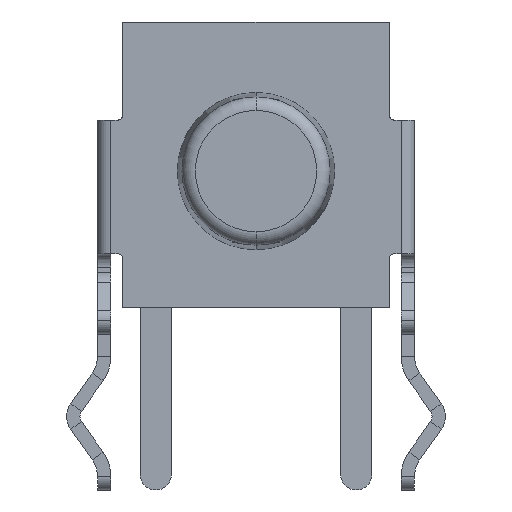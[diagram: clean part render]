
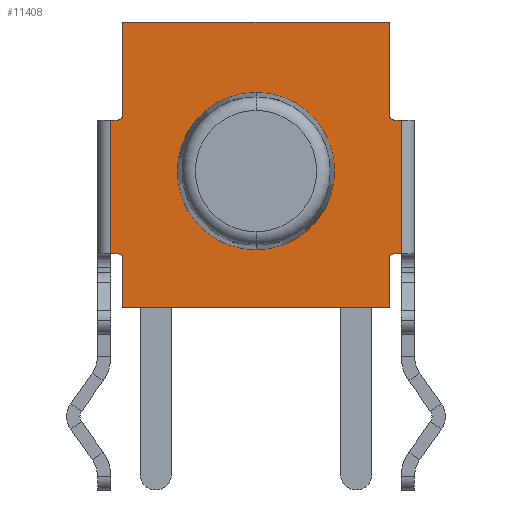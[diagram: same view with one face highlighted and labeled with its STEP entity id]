
A CAD part, front view. The second image highlights one B-rep face of the part: STEP entity #11408.
In plain terms, the highlighted planar face has unit normal (0, -1, 0).
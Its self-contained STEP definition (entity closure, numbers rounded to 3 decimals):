
#137 = DIRECTION ( 'NONE',  ( 0., 0., 1. ) ) ;
#308 = ORIENTED_EDGE ( 'NONE', *, *, #309, .T. ) ;
#309 = EDGE_CURVE ( 'NONE', #7188, #2845, #12925, .T. ) ;
#340 = DIRECTION ( 'NONE',  ( 0., 0., 1. ) ) ;
#505 = DIRECTION ( 'NONE',  ( 0., 0., 1. ) ) ;
#544 = EDGE_CURVE ( 'NONE', #16570, #5557, #11281, .T. ) ;
#588 = DIRECTION ( 'NONE',  ( 0., 0., -1. ) ) ;
#651 = VERTEX_POINT ( 'NONE', #13499 ) ;
#1479 = EDGE_CURVE ( 'NONE', #11168, #6769, #14697, .T. ) ;
#1547 = DIRECTION ( 'NONE',  ( 0., 1., 0. ) ) ;
#1719 = DIRECTION ( 'NONE',  ( 1., 0., 0. ) ) ;
#1802 = FACE_OUTER_BOUND ( 'NONE', #20842, .T. ) ;
#1912 = PLANE ( 'NONE',  #12799 ) ;
#2088 = CARTESIAN_POINT ( 'NONE',  ( 3.095, -1.1, 4.9 ) ) ;
#2167 = CARTESIAN_POINT ( 'NONE',  ( 3.555, -1.1, 1.8 ) ) ;
#2467 = EDGE_CURVE ( 'NONE', #12788, #16570, #13722, .T. ) ;
#2719 = AXIS2_PLACEMENT_3D ( 'NONE', #2088, #18213, #18536 ) ;
#2845 = VERTEX_POINT ( 'NONE', #15988 ) ;
#2848 = CARTESIAN_POINT ( 'NONE',  ( -2.995, -1.1, 7. ) ) ;
#2891 = VECTOR ( 'NONE', #19168, 1000. ) ;
#2925 = VECTOR ( 'NONE', #19048, 1000. ) ;
#2987 = CARTESIAN_POINT ( 'NONE',  ( 3.255, -1.1, 0. ) ) ;
#3005 = CARTESIAN_POINT ( 'NONE',  ( -3.255, -1.1, 0. ) ) ;
#3057 = VECTOR ( 'NONE', #588, 1000. ) ;
#3461 = EDGE_CURVE ( 'NONE', #6955, #11168, #21003, .T. ) ;
#3616 = CARTESIAN_POINT ( 'NONE',  ( -2.995, -1.1, 0.6 ) ) ;
#3623 = CARTESIAN_POINT ( 'NONE',  ( 3.255, -1.1, 1.8 ) ) ;
#3892 = AXIS2_PLACEMENT_3D ( 'NONE', #19904, #8455, #340 ) ;
#4470 = VECTOR ( 'NONE', #6317, 1000. ) ;
#4559 = DIRECTION ( 'NONE',  ( 0., 0., -1. ) ) ;
#4575 = CIRCLE ( 'NONE', #3892, 0.1 ) ;
#4586 = EDGE_CURVE ( 'NONE', #2845, #12788, #4575, .T. ) ;
#4674 = DIRECTION ( 'NONE',  ( 0., 0., 1. ) ) ;
#4766 = EDGE_CURVE ( 'NONE', #5557, #12876, #5998, .T. ) ;
#4797 = CARTESIAN_POINT ( 'NONE',  ( -3.555, -1.1, 1.8 ) ) ;
#4808 = CARTESIAN_POINT ( 'NONE',  ( 2.995, -1.1, 4.8 ) ) ;
#4877 = CARTESIAN_POINT ( 'NONE',  ( -2.995, -1.1, 1.7 ) ) ;
#4952 = CARTESIAN_POINT ( 'NONE',  ( -2.995, -1.1, 0.6 ) ) ;
#5251 = DIRECTION ( 'NONE',  ( 1., 0., 0. ) ) ;
#5359 = VERTEX_POINT ( 'NONE', #6753 ) ;
#5407 = DIRECTION ( 'NONE',  ( 0., 1., 0. ) ) ;
#5557 = VERTEX_POINT ( 'NONE', #17619 ) ;
#5601 = CARTESIAN_POINT ( 'NONE',  ( -2.995, -1.1, 1.8 ) ) ;
#5734 = CARTESIAN_POINT ( 'NONE',  ( -2.995, -1.1, 4.9 ) ) ;
#5862 = ORIENTED_EDGE ( 'NONE', *, *, #14113, .T. ) ;
#5998 = LINE ( 'NONE', #9306, #2891 ) ;
#6148 = ORIENTED_EDGE ( 'NONE', *, *, #9835, .T. ) ;
#6294 = VECTOR ( 'NONE', #18200, 1000. ) ;
#6317 = DIRECTION ( 'NONE',  ( 0., 0., -1. ) ) ;
#6435 = ORIENTED_EDGE ( 'NONE', *, *, #544, .T. ) ;
#6445 = CARTESIAN_POINT ( 'NONE',  ( 3.095, -1.1, 1.7 ) ) ;
#6588 = CARTESIAN_POINT ( 'NONE',  ( 2.995, -1.1, 4.9 ) ) ;
#6620 = VECTOR ( 'NONE', #1719, 1000. ) ;
#6753 = CARTESIAN_POINT ( 'NONE',  ( 3.095, -1.1, 1.8 ) ) ;
#6769 = VERTEX_POINT ( 'NONE', #5734 ) ;
#6944 = DIRECTION ( 'NONE',  ( 0., 0., 1. ) ) ;
#6955 = VERTEX_POINT ( 'NONE', #16378 ) ;
#7188 = VERTEX_POINT ( 'NONE', #17736 ) ;
#7465 = EDGE_CURVE ( 'NONE', #17693, #7188, #17938, .T. ) ;
#7512 = AXIS2_PLACEMENT_3D ( 'NONE', #6445, #1547, #137 ) ;
#8365 = LINE ( 'NONE', #2167, #18553 ) ;
#8455 = DIRECTION ( 'NONE',  ( 0., 1., 0. ) ) ;
#9055 = EDGE_CURVE ( 'NONE', #651, #16090, #14842, .T. ) ;
#9232 = DIRECTION ( 'NONE',  ( 0., 0., 1. ) ) ;
#9306 = CARTESIAN_POINT ( 'NONE',  ( 2.995, -1.1, 1.8 ) ) ;
#9548 = CARTESIAN_POINT ( 'NONE',  ( 2.995, -1.1, 7. ) ) ;
#9779 = DIRECTION ( 'NONE',  ( -1., 0., 0. ) ) ;
#9835 = EDGE_CURVE ( 'NONE', #16090, #16681, #10538, .T. ) ;
#10016 = ORIENTED_EDGE ( 'NONE', *, *, #20686, .T. ) ;
#10144 = VERTEX_POINT ( 'NONE', #12647 ) ;
#10216 = EDGE_CURVE ( 'NONE', #12876, #5359, #17025, .T. ) ;
#10538 = CIRCLE ( 'NONE', #2719, 0.1 ) ;
#10543 = CARTESIAN_POINT ( 'NONE',  ( 0., -1.1, 0. ) ) ;
#10856 = EDGE_CURVE ( 'NONE', #16681, #6955, #12758, .T. ) ;
#10888 = ORIENTED_EDGE ( 'NONE', *, *, #4586, .T. ) ;
#11140 = ORIENTED_EDGE ( 'NONE', *, *, #9055, .T. ) ;
#11168 = VERTEX_POINT ( 'NONE', #15462 ) ;
#11281 = LINE ( 'NONE', #4952, #6294 ) ;
#11408 = ADVANCED_FACE ( 'NONE', ( #1802 ), #1912, .F. ) ;
#12145 = ORIENTED_EDGE ( 'NONE', *, *, #7465, .T. ) ;
#12482 = EDGE_CURVE ( 'NONE', #10144, #17693, #15587, .T. ) ;
#12640 = VERTEX_POINT ( 'NONE', #3623 ) ;
#12647 = CARTESIAN_POINT ( 'NONE',  ( -3.095, -1.1, 4.8 ) ) ;
#12758 = LINE ( 'NONE', #9548, #19851 ) ;
#12788 = VERTEX_POINT ( 'NONE', #4877 ) ;
#12799 = AXIS2_PLACEMENT_3D ( 'NONE', #10543, #5407, #505 ) ;
#12876 = VERTEX_POINT ( 'NONE', #20683 ) ;
#12925 = LINE ( 'NONE', #4797, #6620 ) ;
#13114 = CARTESIAN_POINT ( 'NONE',  ( -2.995, -1.1, 7. ) ) ;
#13499 = CARTESIAN_POINT ( 'NONE',  ( 3.255, -1.1, 4.8 ) ) ;
#13722 = LINE ( 'NONE', #5601, #3057 ) ;
#13765 = AXIS2_PLACEMENT_3D ( 'NONE', #20996, #19798, #6944 ) ;
#14113 = EDGE_CURVE ( 'NONE', #6769, #10144, #17159, .T. ) ;
#14474 = VECTOR ( 'NONE', #4674, 1000. ) ;
#14612 = VECTOR ( 'NONE', #9779, 1000. ) ;
#14697 = LINE ( 'NONE', #13114, #20874 ) ;
#14742 = CARTESIAN_POINT ( 'NONE',  ( 3.095, -1.1, 4.8 ) ) ;
#14842 = LINE ( 'NONE', #4808, #17214 ) ;
#15462 = CARTESIAN_POINT ( 'NONE',  ( -2.995, -1.1, 7. ) ) ;
#15587 = LINE ( 'NONE', #17302, #2925 ) ;
#15988 = CARTESIAN_POINT ( 'NONE',  ( -3.095, -1.1, 1.8 ) ) ;
#16090 = VERTEX_POINT ( 'NONE', #14742 ) ;
#16111 = DIRECTION ( 'NONE',  ( -1., 0., 0. ) ) ;
#16378 = CARTESIAN_POINT ( 'NONE',  ( 2.995, -1.1, 7. ) ) ;
#16570 = VERTEX_POINT ( 'NONE', #3616 ) ;
#16681 = VERTEX_POINT ( 'NONE', #6588 ) ;
#17025 = CIRCLE ( 'NONE', #7512, 0.1 ) ;
#17159 = CIRCLE ( 'NONE', #13765, 0.1 ) ;
#17214 = VECTOR ( 'NONE', #16111, 1000. ) ;
#17302 = CARTESIAN_POINT ( 'NONE',  ( -2.995, -1.1, 4.8 ) ) ;
#17598 = LINE ( 'NONE', #2987, #14474 ) ;
#17619 = CARTESIAN_POINT ( 'NONE',  ( 2.995, -1.1, 0.6 ) ) ;
#17665 = ORIENTED_EDGE ( 'NONE', *, *, #2467, .T. ) ;
#17693 = VERTEX_POINT ( 'NONE', #18556 ) ;
#17736 = CARTESIAN_POINT ( 'NONE',  ( -3.255, -1.1, 1.8 ) ) ;
#17938 = LINE ( 'NONE', #3005, #4470 ) ;
#18080 = ORIENTED_EDGE ( 'NONE', *, *, #1479, .T. ) ;
#18200 = DIRECTION ( 'NONE',  ( 1., 0., 0. ) ) ;
#18213 = DIRECTION ( 'NONE',  ( 0., 1., 0. ) ) ;
#18353 = ORIENTED_EDGE ( 'NONE', *, *, #3461, .T. ) ;
#18536 = DIRECTION ( 'NONE',  ( 0., 0., 1. ) ) ;
#18553 = VECTOR ( 'NONE', #5251, 1000. ) ;
#18556 = CARTESIAN_POINT ( 'NONE',  ( -3.255, -1.1, 4.8 ) ) ;
#18935 = ORIENTED_EDGE ( 'NONE', *, *, #10856, .T. ) ;
#19048 = DIRECTION ( 'NONE',  ( -1., 0., 0. ) ) ;
#19168 = DIRECTION ( 'NONE',  ( 0., 0., 1. ) ) ;
#19626 = ORIENTED_EDGE ( 'NONE', *, *, #10216, .T. ) ;
#19798 = DIRECTION ( 'NONE',  ( 0., 1., 0. ) ) ;
#19851 = VECTOR ( 'NONE', #9232, 1000. ) ;
#19904 = CARTESIAN_POINT ( 'NONE',  ( -3.095, -1.1, 1.7 ) ) ;
#20085 = ORIENTED_EDGE ( 'NONE', *, *, #4766, .T. ) ;
#20385 = EDGE_CURVE ( 'NONE', #5359, #12640, #8365, .T. ) ;
#20683 = CARTESIAN_POINT ( 'NONE',  ( 2.995, -1.1, 1.7 ) ) ;
#20686 = EDGE_CURVE ( 'NONE', #12640, #651, #17598, .T. ) ;
#20813 = ORIENTED_EDGE ( 'NONE', *, *, #20385, .T. ) ;
#20842 = EDGE_LOOP ( 'NONE', ( #20085, #19626, #20813, #10016, #11140, #6148, #18935, #18353, #18080, #5862, #21079, #12145, #308, #10888, #17665, #6435 ) ) ;
#20874 = VECTOR ( 'NONE', #4559, 1000. ) ;
#20996 = CARTESIAN_POINT ( 'NONE',  ( -3.095, -1.1, 4.9 ) ) ;
#21003 = LINE ( 'NONE', #2848, #14612 ) ;
#21079 = ORIENTED_EDGE ( 'NONE', *, *, #12482, .T. ) ;
